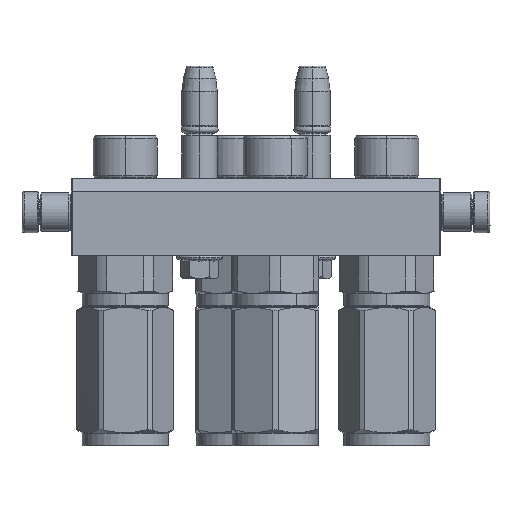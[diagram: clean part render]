
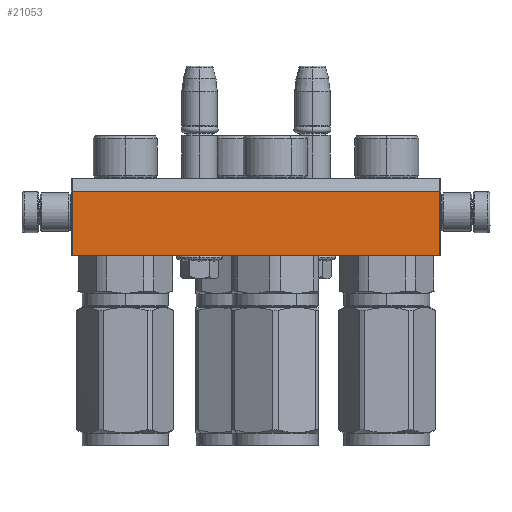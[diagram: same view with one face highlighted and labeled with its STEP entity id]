
A CAD part, left-side view. The second image highlights one B-rep face of the part: STEP entity #21053.
In plain terms, the highlighted face is planar.
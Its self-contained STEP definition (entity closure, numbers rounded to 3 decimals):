
#254 = EDGE_CURVE ( 'NONE', #40534, #19388, #45785, .T. ) ;
#1032 = LINE ( 'NONE', #13365, #41481 ) ;
#5991 = VECTOR ( 'NONE', #7129, 1000. ) ;
#7129 = DIRECTION ( 'NONE',  ( 0., 1., 0. ) ) ;
#7175 = LINE ( 'NONE', #38652, #41371 ) ;
#13365 = CARTESIAN_POINT ( 'NONE',  ( 143.5, 5., -90. ) ) ;
#14001 = EDGE_LOOP ( 'NONE', ( #50961, #15062, #17220, #14056 ) ) ;
#14027 = DIRECTION ( 'NONE',  ( 0., 0., -1. ) ) ;
#14056 = ORIENTED_EDGE ( 'NONE', *, *, #254, .T. ) ;
#14224 = DIRECTION ( 'NONE',  ( -1., 0., 0. ) ) ;
#14420 = VERTEX_POINT ( 'NONE', #23610 ) ;
#14624 = EDGE_CURVE ( 'NONE', #14420, #19388, #7175, .T. ) ;
#15062 = ORIENTED_EDGE ( 'NONE', *, *, #46371, .F. ) ;
#17220 = ORIENTED_EDGE ( 'NONE', *, *, #52747, .T. ) ;
#17482 = DIRECTION ( 'NONE',  ( -1., 0., 0. ) ) ;
#19180 = LINE ( 'NONE', #51578, #5991 ) ;
#19388 = VERTEX_POINT ( 'NONE', #25253 ) ;
#20857 = DIRECTION ( 'NONE',  ( 0., 1., 0. ) ) ;
#20963 = FACE_OUTER_BOUND ( 'NONE', #14001, .T. ) ;
#21053 = ADVANCED_FACE ( 'NONE', ( #20963 ), #32388, .T. ) ;
#23256 = CARTESIAN_POINT ( 'NONE',  ( 143.5, 5., -90. ) ) ;
#23610 = CARTESIAN_POINT ( 'NONE',  ( 143.5, 30., -90. ) ) ;
#25253 = CARTESIAN_POINT ( 'NONE',  ( 0.5, 30., -90. ) ) ;
#30428 = CARTESIAN_POINT ( 'NONE',  ( 0.5, 5., -90. ) ) ;
#32388 = PLANE ( 'NONE',  #33859 ) ;
#33856 = VECTOR ( 'NONE', #20857, 1000. ) ;
#33859 = AXIS2_PLACEMENT_3D ( 'NONE', #54822, #14027, #14224 ) ;
#38652 = CARTESIAN_POINT ( 'NONE',  ( 143.5, 30., -90. ) ) ;
#39853 = VERTEX_POINT ( 'NONE', #23256 ) ;
#40534 = VERTEX_POINT ( 'NONE', #49998 ) ;
#41371 = VECTOR ( 'NONE', #56566, 1000. ) ;
#41481 = VECTOR ( 'NONE', #17482, 1000. ) ;
#45785 = LINE ( 'NONE', #30428, #33856 ) ;
#46371 = EDGE_CURVE ( 'NONE', #39853, #14420, #19180, .T. ) ;
#49998 = CARTESIAN_POINT ( 'NONE',  ( 0.5, 5., -90. ) ) ;
#50961 = ORIENTED_EDGE ( 'NONE', *, *, #14624, .F. ) ;
#51578 = CARTESIAN_POINT ( 'NONE',  ( 143.5, 5., -90. ) ) ;
#52747 = EDGE_CURVE ( 'NONE', #39853, #40534, #1032, .T. ) ;
#54822 = CARTESIAN_POINT ( 'NONE',  ( 144., 0., -90. ) ) ;
#56566 = DIRECTION ( 'NONE',  ( -1., 0., 0. ) ) ;
